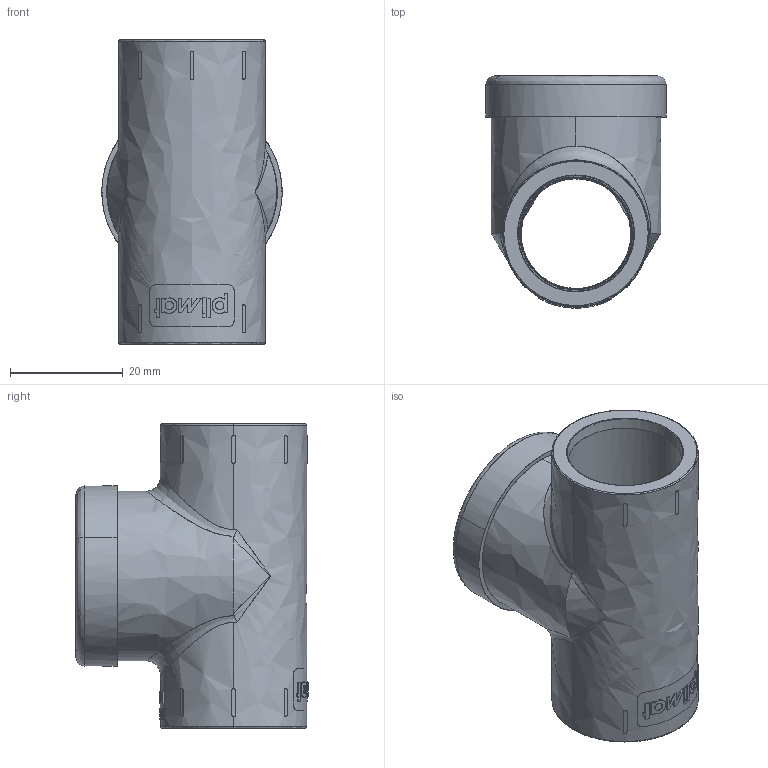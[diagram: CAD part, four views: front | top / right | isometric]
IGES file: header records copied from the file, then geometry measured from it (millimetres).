
Start section: SolidWorks IGES file using NURBS representation for surfaces
Global section: file name: 01111004004.IGS; native system: SolidWorks 2020; preprocessor: SolidWorks 2020; author: Dep. Projeto; date: 201109.092819; units: millimetre
Bounding box: 31.98 x 41.2 x 54 mm (x, y, z)
Surface area: 11834.6 mm2 (no closed solid volume)
Topology: 0 solids, 0 shells, 383 faces, 5018 edges, 5014 vertices
Faces by surface type: bspline 383
